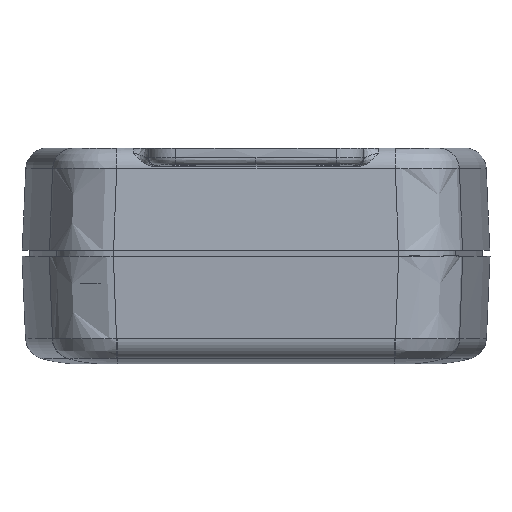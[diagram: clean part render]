
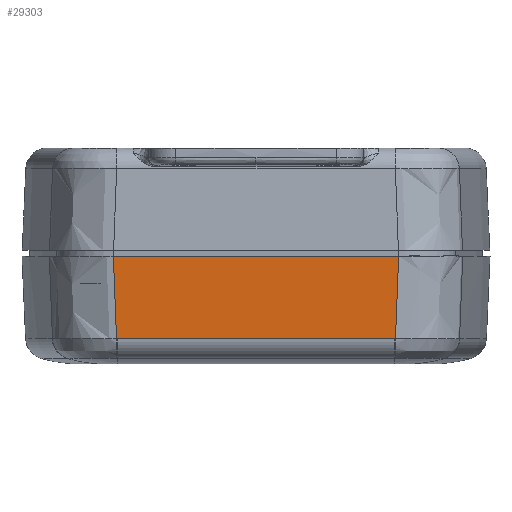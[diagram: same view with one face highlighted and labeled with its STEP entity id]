
A CAD part, left-side view. The second image highlights one B-rep face of the part: STEP entity #29303.
In plain terms, the highlighted face is planar.
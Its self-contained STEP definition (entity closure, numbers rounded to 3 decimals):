
#369 = CARTESIAN_POINT ( 'NONE',  ( 59.499, 19.287, -3.519 ) ) ;
#750 = CARTESIAN_POINT ( 'NONE',  ( 59.499, -19.287, -3.519 ) ) ;
#1170 = EDGE_CURVE ( 'NONE', #5665, #15640, #10872, .T. ) ;
#2476 = CARTESIAN_POINT ( 'NONE',  ( 59.499, 19.375, -3.52 ) ) ;
#3021 = CARTESIAN_POINT ( 'NONE',  ( 59.499, 19.375, -3.52 ) ) ;
#3837 = CARTESIAN_POINT ( 'NONE',  ( 60., 19.809, -15. ) ) ;
#3913 = EDGE_CURVE ( 'NONE', #9004, #12335, #29622, .T. ) ;
#4741 = CARTESIAN_POINT ( 'NONE',  ( 60., 27.5, -15. ) ) ;
#5055 = CARTESIAN_POINT ( 'NONE',  ( 59.685, 19.537, -7.784 ) ) ;
#5452 = DIRECTION ( 'NONE',  ( 0., -1., 0. ) ) ;
#5665 = VERTEX_POINT ( 'NONE', #16716 ) ;
#6665 = EDGE_CURVE ( 'NONE', #7986, #9337, #30731, .T. ) ;
#7974 = PLANE ( 'NONE',  #10692 ) ;
#7986 = VERTEX_POINT ( 'NONE', #19602 ) ;
#8138 = ORIENTED_EDGE ( 'NONE', *, *, #6665, .T. ) ;
#9004 = VERTEX_POINT ( 'NONE', #3021 ) ;
#9337 = VERTEX_POINT ( 'NONE', #14914 ) ;
#10692 = AXIS2_PLACEMENT_3D ( 'NONE', #32211, #16116, #18942 ) ;
#10708 = CARTESIAN_POINT ( 'NONE',  ( 59.499, 19.331, -3.519 ) ) ;
#10872 = LINE ( 'NONE', #4741, #12518 ) ;
#11231 = ORIENTED_EDGE ( 'NONE', *, *, #18895, .T. ) ;
#12335 = VERTEX_POINT ( 'NONE', #34770 ) ;
#12518 = VECTOR ( 'NONE', #31223, 1000. ) ;
#12889 = CARTESIAN_POINT ( 'NONE',  ( 59.895, 19.718, -12.595 ) ) ;
#13252 = CARTESIAN_POINT ( 'NONE',  ( 59.499, 19.242, -3.519 ) ) ;
#14750 = CARTESIAN_POINT ( 'NONE',  ( 59.623, -19.483, -6.363 ) ) ;
#14914 = CARTESIAN_POINT ( 'NONE',  ( 59.499, -19.375, -3.52 ) ) ;
#15424 = LINE ( 'NONE', #29233, #16266 ) ;
#15640 = VERTEX_POINT ( 'NONE', #3837 ) ;
#15796 = CARTESIAN_POINT ( 'NONE',  ( 59.623, 19.483, -6.363 ) ) ;
#15903 = CARTESIAN_POINT ( 'NONE',  ( 59.561, 19.429, -4.941 ) ) ;
#16116 = DIRECTION ( 'NONE',  ( 0.999, 0., 0.044 ) ) ;
#16266 = VECTOR ( 'NONE', #5452, 1000. ) ;
#16432 = ORIENTED_EDGE ( 'NONE', *, *, #32407, .T. ) ;
#16664 = CARTESIAN_POINT ( 'NONE',  ( 59.499, -19.375, -3.52 ) ) ;
#16716 = CARTESIAN_POINT ( 'NONE',  ( 60., -19.809, -15. ) ) ;
#16774 = CARTESIAN_POINT ( 'NONE',  ( 59.499, -19.242, -3.519 ) ) ;
#17214 = CARTESIAN_POINT ( 'NONE',  ( 59.561, -19.429, -4.941 ) ) ;
#17334 = CARTESIAN_POINT ( 'NONE',  ( 59.499, -19.375, -3.52 ) ) ;
#17897 = B_SPLINE_CURVE_WITH_KNOTS ( 'NONE', 3,
 ( #17334, #17214, #14750, #25081, #20046, #25533, #30962 ),
 .UNSPECIFIED., .F., .F.,
 ( 4, 3, 4 ),
 ( 0.004, 0.008, 0.015 ),
 .UNSPECIFIED. ) ;
#18536 = EDGE_LOOP ( 'NONE', ( #16432, #8138, #11231, #26946, #23995, #28584 ) ) ;
#18895 = EDGE_CURVE ( 'NONE', #9337, #5665, #17897, .T. ) ;
#18942 = DIRECTION ( 'NONE',  ( 0.044, 0., -0.999 ) ) ;
#19064 = EDGE_CURVE ( 'NONE', #15640, #9004, #34098, .T. ) ;
#19602 = CARTESIAN_POINT ( 'NONE',  ( 59.499, -19.242, -3.519 ) ) ;
#20046 = CARTESIAN_POINT ( 'NONE',  ( 59.79, -19.627, -10.19 ) ) ;
#20626 = CARTESIAN_POINT ( 'NONE',  ( 60., 19.809, -15. ) ) ;
#21597 = CARTESIAN_POINT ( 'NONE',  ( 59.499, 19.375, -3.52 ) ) ;
#22195 = CARTESIAN_POINT ( 'NONE',  ( 59.499, -19.331, -3.519 ) ) ;
#23995 = ORIENTED_EDGE ( 'NONE', *, *, #19064, .T. ) ;
#24393 = FACE_OUTER_BOUND ( 'NONE', #18536, .T. ) ;
#25081 = CARTESIAN_POINT ( 'NONE',  ( 59.685, -19.537, -7.784 ) ) ;
#25533 = CARTESIAN_POINT ( 'NONE',  ( 59.895, -19.718, -12.595 ) ) ;
#26946 = ORIENTED_EDGE ( 'NONE', *, *, #1170, .T. ) ;
#28584 = ORIENTED_EDGE ( 'NONE', *, *, #3913, .T. ) ;
#29233 = CARTESIAN_POINT ( 'NONE',  ( 59.499, 27.5, -3.519 ) ) ;
#29303 = ADVANCED_FACE ( 'NONE', ( #24393 ), #7974, .T. ) ;
#29305 = CARTESIAN_POINT ( 'NONE',  ( 59.79, 19.627, -10.19 ) ) ;
#29622 = B_SPLINE_CURVE_WITH_KNOTS ( 'NONE', 3,
 ( #21597, #10708, #369, #13252 ),
 .UNSPECIFIED., .F., .F.,
 ( 4, 4 ),
 ( 0., 0. ),
 .UNSPECIFIED. ) ;
#30731 = B_SPLINE_CURVE_WITH_KNOTS ( 'NONE', 3,
 ( #16774, #750, #22195, #16664 ),
 .UNSPECIFIED., .F., .F.,
 ( 4, 4 ),
 ( 0., 0. ),
 .UNSPECIFIED. ) ;
#30962 = CARTESIAN_POINT ( 'NONE',  ( 60., -19.809, -15. ) ) ;
#31223 = DIRECTION ( 'NONE',  ( 0., 1., 0. ) ) ;
#32211 = CARTESIAN_POINT ( 'NONE',  ( 60., 27.5, -15. ) ) ;
#32407 = EDGE_CURVE ( 'NONE', #12335, #7986, #15424, .T. ) ;
#34098 = B_SPLINE_CURVE_WITH_KNOTS ( 'NONE', 3,
 ( #20626, #12889, #29305, #5055, #15796, #15903, #2476 ),
 .UNSPECIFIED., .F., .F.,
 ( 4, 3, 4 ),
 ( 0., 0.007, 0.011 ),
 .UNSPECIFIED. ) ;
#34770 = CARTESIAN_POINT ( 'NONE',  ( 59.499, 19.242, -3.519 ) ) ;
